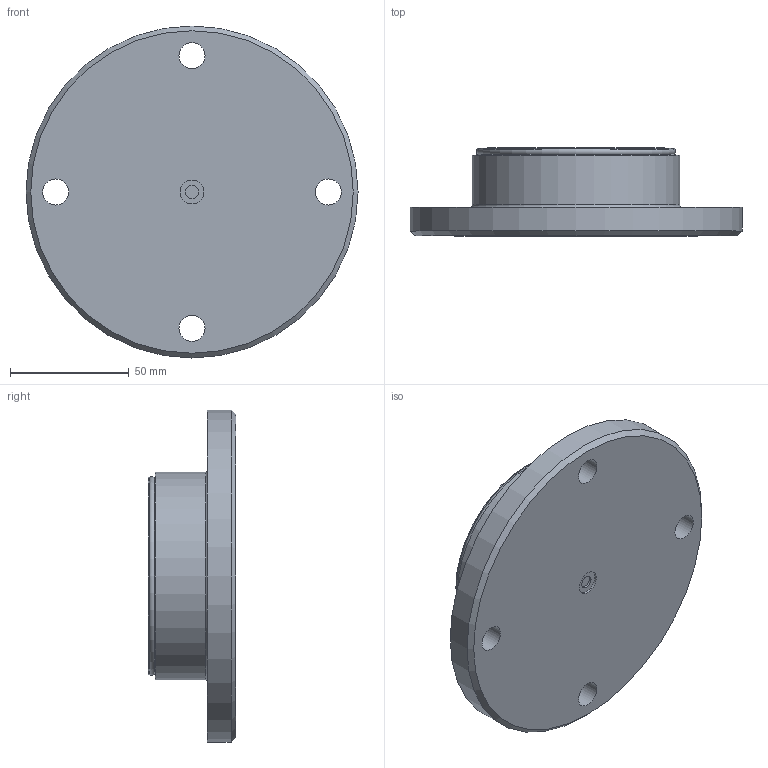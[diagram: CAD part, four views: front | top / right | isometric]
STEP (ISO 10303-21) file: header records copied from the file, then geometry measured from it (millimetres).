
FILE_DESCRIPTION(/* description */ (''),/* implementation_level */ '2;1');
FILE_NAME(/* name */ '31413W.stp',/* time_stamp */ '2018-02-05T13:02:52+01:00',/* author */ ('acgl'),/* organization */ (''),/* preprocessor_version */ 'ST-DEVELOPER v15.6',/* originating_system */ 'Autodesk Inventor 2015',/* authorisation */ '');
FILE_SCHEMA (('AUTOMOTIVE_DESIGN { 1 0 10303 214 3 1 1 }'));
Length unit declared in the file: centimetre
Products named in the file (1): 31413W
Bounding box: 140 x 37 x 140 mm (x, y, z)
Volume: 327723.4 mm3; surface area: 43265.8 mm2
Topology: 1 solids, 1 shells, 20 faces, 40 edges, 26 vertices
Faces by surface type: cylinder 9, plane 6, torus 3, cone 2
Full cylindrical faces by diameter (mm): 5.5 x1, 10.1 x1, 11 x4, 83.3 x1, 87.4 x1, 140 x1
Entity records: 508 total; most frequent: DIRECTION 88, CARTESIAN_POINT 67, EDGE_LOOP 46, ORIENTED_EDGE 46, AXIS2_PLACEMENT_3D 44, FACE_BOUND 26, CIRCLE 23, VERTEX_POINT 23
